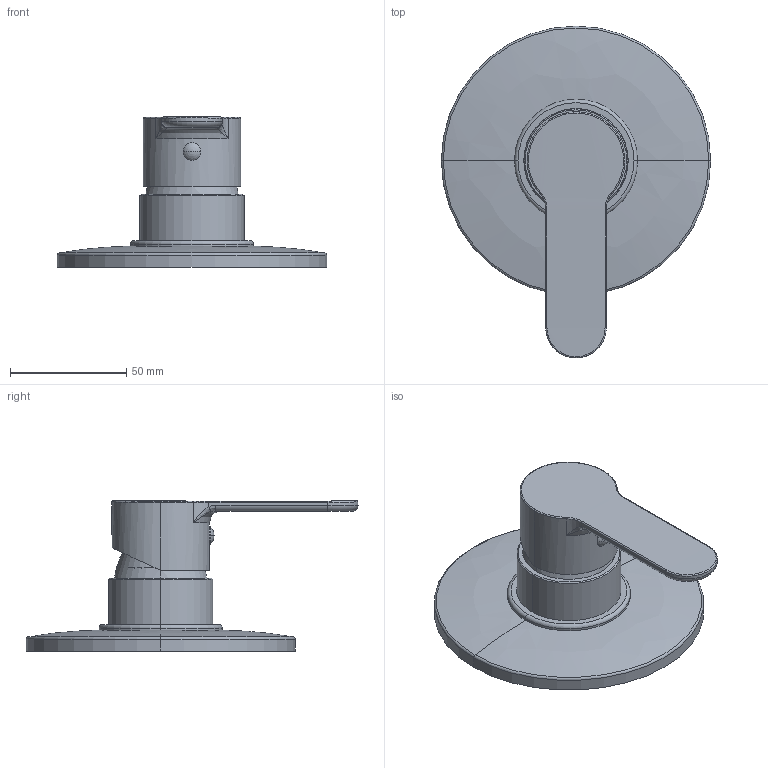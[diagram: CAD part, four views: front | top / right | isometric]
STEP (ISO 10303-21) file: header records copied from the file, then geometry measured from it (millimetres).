
FILE_DESCRIPTION((''),'2;1');
FILE_NAME('BLU010CR','2021-04-30T13:01:36',('ut3'),('PAFFONI SpA'),'CREO PARAMETRIC BY PTC INC, 2020044','CREO PARAMETRIC BY PTC INC, 2020044','');
FILE_SCHEMA(('CONFIG_CONTROL_DESIGN','SHAPE_APPEARANCE_LAYERS_GROUPS'));
Length unit declared in the file: millimetre
Products named in the file (1): BLU010CR
Bounding box: 116 x 143 x 64.8 mm (x, y, z)
Volume: 66700.9 mm3; surface area: 65944.8 mm2
Topology: 2 solids, 3 shells, 728 faces, 2018 edges, 1273 vertices
Faces by surface type: plane 340, cylinder 233, cone 69, bspline 38, torus 36, sphere 12
Entity records: 32208 total; most frequent: CARTESIAN_POINT 8111, ORIENTED_EDGE 4008, DIRECTION 3875, EDGE_CURVE 2004, AXIS2_PLACEMENT_3D 1388, VERTEX_POINT 1273, VECTOR 1099, LINE 1099
